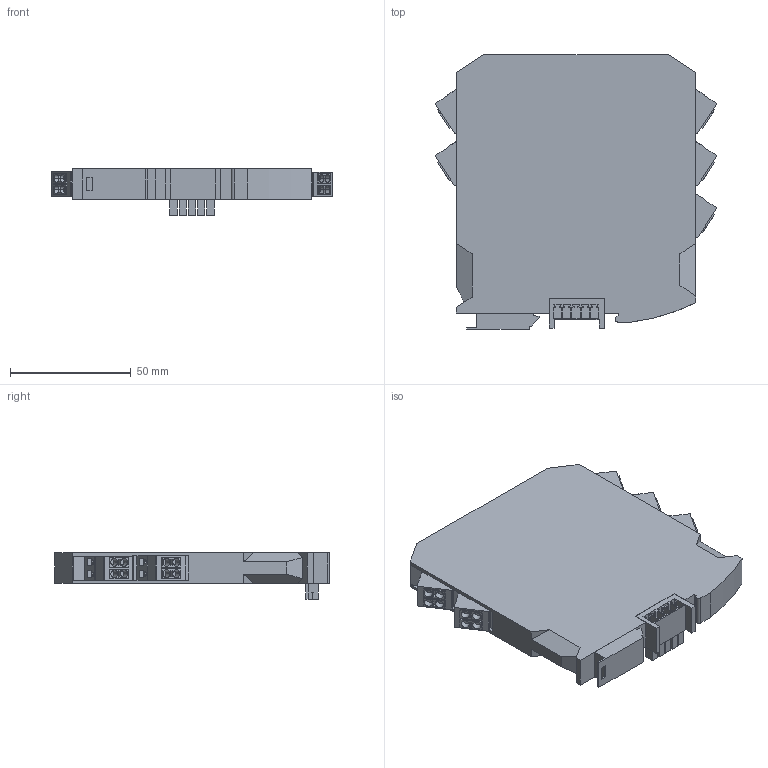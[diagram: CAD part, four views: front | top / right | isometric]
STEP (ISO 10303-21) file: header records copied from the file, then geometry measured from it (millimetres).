
FILE_DESCRIPTION(('SolidDesigner STEP Export'),'2;1');
FILE_NAME('2924087_MACX_MCR_EX_SL_2NAM_RO_SP-select.stp','2010-07-22T14:05:11',(''),(''),'CoCreate Modeling STEP processor for AP214 (Solid Model)','CoCreate Modeling 16.00A 16-Aug-2008 (C) Parametric Technology GmbH','');
FILE_SCHEMA(('AUTOMOTIVE_DESIGN { 1 0 10303 214 1 1 1 1 }'));
Length unit declared in the file: millimetre
Products named in the file (2): 2924087_MACX_MCR_EX_SL_2NAM_RO_SP-select
Assembly tree (1 placements, depth 2):
  2924087_MACX_MCR_EX_SL_2NAM_RO_SP-select
    2924087_MACX_MCR_EX_SL_2NAM_RO_SP-select
Bounding box: 116.41 x 113.7 x 19.4 mm (x, y, z)
Volume: 138012.4 mm3; surface area: 31046.4 mm2
Topology: 1 solids, 1 shells, 485 faces, 1199 edges, 794 vertices
Faces by surface type: plane 402, cylinder 83
Entity records: 17274 total; most frequent: ORIENTED_EDGE 2398, CARTESIAN_POINT 2329, DIRECTION 2050, EDGE_CURVE 1199, VECTOR 1020, LINE 1020, VERTEX_POINT 794, EDGE_LOOP 565
